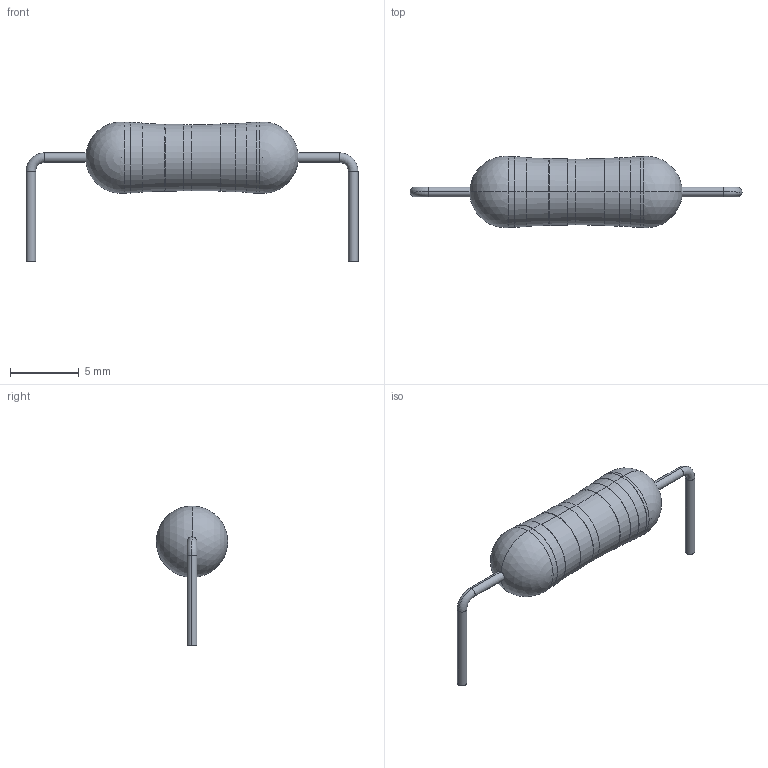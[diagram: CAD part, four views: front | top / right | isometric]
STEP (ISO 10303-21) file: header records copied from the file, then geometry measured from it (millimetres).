
FILE_DESCRIPTION (( 'STEP AP214' ), '1' );
FILE_NAME ('RES-TH_BD5.2-L15.5-P23.50-D0.7.step', '2022-07-28T09:16:51', ( '' ), ( '' ), 'SwSTEP 2.0', 'SolidWorks 2020', '' );
FILE_SCHEMA (( 'AUTOMOTIVE_DESIGN' ));
Length unit declared in the file: millimetre
Products named in the file (1): RES-TH_BD5.2-L15.5-P23.50-D0.7
Bounding box: 24.2 x 5.2 x 10.19 mm (x, y, z)
Volume: 280.9 mm3; surface area: 297.2 mm2
Topology: 1 solids, 1 shells, 279 faces, 745 edges, 482 vertices
Faces by surface type: plane 111, bspline 98, torus 46, cone 12, cylinder 8, sphere 4
Entity records: 13695 total; most frequent: CARTESIAN_POINT 4760, ORIENTED_EDGE 1470, DIRECTION 765, EDGE_CURVE 735, VERTEX_POINT 476, B_SPLINE_CURVE_WITH_KNOTS 422, EDGE_LOOP 297, UNCERTAINTY_MEASURE_WITH_UNIT 282
